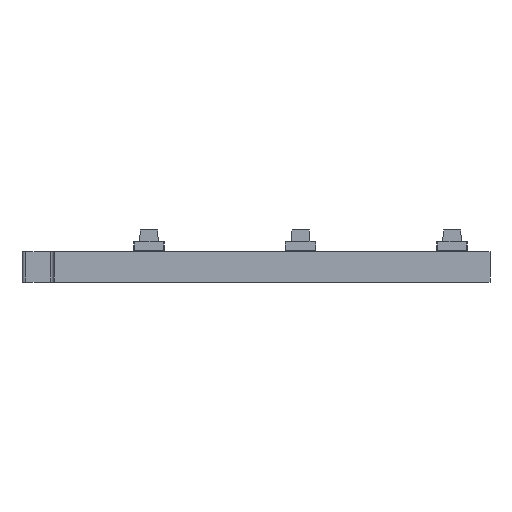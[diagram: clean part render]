
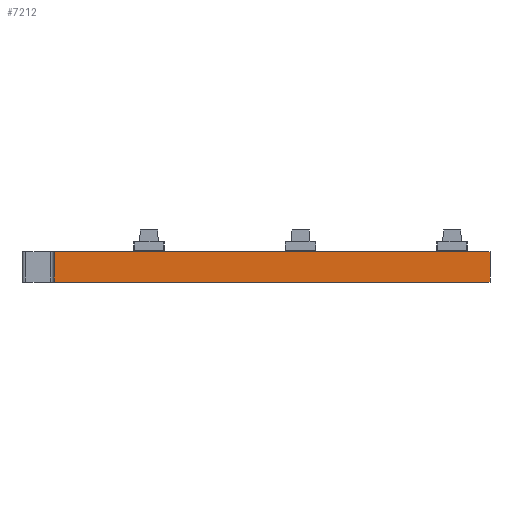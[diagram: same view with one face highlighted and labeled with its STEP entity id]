
A CAD part, front view. The second image highlights one B-rep face of the part: STEP entity #7212.
In plain terms, the highlighted planar face has unit normal (0, -1, 0).
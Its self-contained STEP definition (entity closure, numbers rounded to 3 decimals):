
#4455 = PLANE('',#4456);
#4456 = AXIS2_PLACEMENT_3D('',#4457,#4458,#4459);
#4457 = CARTESIAN_POINT('',(-10.65,12.,1.6));
#4458 = DIRECTION('',(0.,0.,-1.));
#4459 = DIRECTION('',(-1.,0.,-0.));
#4509 = PLANE('',#4510);
#4510 = AXIS2_PLACEMENT_3D('',#4511,#4512,#4513);
#4511 = CARTESIAN_POINT('',(-10.65,12.,0.));
#4512 = DIRECTION('',(0.,0.,-1.));
#4513 = DIRECTION('',(-1.,0.,-0.));
#4542 = PLANE('',#4543);
#4543 = AXIS2_PLACEMENT_3D('',#4544,#4545,#4546);
#4544 = CARTESIAN_POINT('',(12.35,-12.,0.));
#4545 = DIRECTION('',(-1.,0.,0.));
#4546 = DIRECTION('',(0.,1.,0.));
#4689 = VERTEX_POINT('',#4690);
#4690 = CARTESIAN_POINT('',(12.35,-12.,0.));
#4711 = EDGE_CURVE('',#4712,#4689,#4714,.T.);
#4712 = VERTEX_POINT('',#4713);
#4713 = CARTESIAN_POINT('',(-10.65,-12.,0.));
#4714 = SURFACE_CURVE('',#4715,(#4719,#4726),.PCURVE_S1.);
#4715 = LINE('',#4716,#4717);
#4716 = CARTESIAN_POINT('',(-10.65,-12.,0.));
#4717 = VECTOR('',#4718,1.);
#4718 = DIRECTION('',(1.,0.,0.));
#4719 = PCURVE('',#4509,#4720);
#4720 = DEFINITIONAL_REPRESENTATION('',(#4721),#4725);
#4721 = LINE('',#4722,#4723);
#4722 = CARTESIAN_POINT('',(-0.,-24.));
#4723 = VECTOR('',#4724,1.);
#4724 = DIRECTION('',(-1.,0.));
#4725 = ( GEOMETRIC_REPRESENTATION_CONTEXT(2) 
PARAMETRIC_REPRESENTATION_CONTEXT() REPRESENTATION_CONTEXT('2D SPACE',''
  ) );
#4726 = PCURVE('',#4727,#4732);
#4727 = PLANE('',#4728);
#4728 = AXIS2_PLACEMENT_3D('',#4729,#4730,#4731);
#4729 = CARTESIAN_POINT('',(-10.65,-12.,0.));
#4730 = DIRECTION('',(0.,1.,0.));
#4731 = DIRECTION('',(1.,0.,0.));
#4732 = DEFINITIONAL_REPRESENTATION('',(#4733),#4737);
#4733 = LINE('',#4734,#4735);
#4734 = CARTESIAN_POINT('',(0.,0.));
#4735 = VECTOR('',#4736,1.);
#4736 = DIRECTION('',(1.,0.));
#4737 = ( GEOMETRIC_REPRESENTATION_CONTEXT(2) 
PARAMETRIC_REPRESENTATION_CONTEXT() REPRESENTATION_CONTEXT('2D SPACE',''
  ) );
#4755 = PLANE('',#4756);
#4756 = AXIS2_PLACEMENT_3D('',#4757,#4758,#4759);
#4757 = CARTESIAN_POINT('',(-10.65,-9.2,0.));
#4758 = DIRECTION('',(1.,0.,-0.));
#4759 = DIRECTION('',(0.,-1.,0.));
#6032 = VERTEX_POINT('',#6033);
#6033 = CARTESIAN_POINT('',(12.35,-12.,1.6));
#6054 = EDGE_CURVE('',#6055,#6032,#6057,.T.);
#6055 = VERTEX_POINT('',#6056);
#6056 = CARTESIAN_POINT('',(-10.65,-12.,1.6));
#6057 = SURFACE_CURVE('',#6058,(#6062,#6069),.PCURVE_S1.);
#6058 = LINE('',#6059,#6060);
#6059 = CARTESIAN_POINT('',(-10.65,-12.,1.6));
#6060 = VECTOR('',#6061,1.);
#6061 = DIRECTION('',(1.,0.,0.));
#6062 = PCURVE('',#4455,#6063);
#6063 = DEFINITIONAL_REPRESENTATION('',(#6064),#6068);
#6064 = LINE('',#6065,#6066);
#6065 = CARTESIAN_POINT('',(-0.,-24.));
#6066 = VECTOR('',#6067,1.);
#6067 = DIRECTION('',(-1.,0.));
#6068 = ( GEOMETRIC_REPRESENTATION_CONTEXT(2) 
PARAMETRIC_REPRESENTATION_CONTEXT() REPRESENTATION_CONTEXT('2D SPACE',''
  ) );
#6069 = PCURVE('',#4727,#6070);
#6070 = DEFINITIONAL_REPRESENTATION('',(#6071),#6075);
#6071 = LINE('',#6072,#6073);
#6072 = CARTESIAN_POINT('',(0.,-1.6));
#6073 = VECTOR('',#6074,1.);
#6074 = DIRECTION('',(1.,0.));
#6075 = ( GEOMETRIC_REPRESENTATION_CONTEXT(2) 
PARAMETRIC_REPRESENTATION_CONTEXT() REPRESENTATION_CONTEXT('2D SPACE',''
  ) );
#7162 = EDGE_CURVE('',#4689,#6032,#7163,.T.);
#7163 = SURFACE_CURVE('',#7164,(#7168,#7175),.PCURVE_S1.);
#7164 = LINE('',#7165,#7166);
#7165 = CARTESIAN_POINT('',(12.35,-12.,0.));
#7166 = VECTOR('',#7167,1.);
#7167 = DIRECTION('',(0.,0.,1.));
#7168 = PCURVE('',#4542,#7169);
#7169 = DEFINITIONAL_REPRESENTATION('',(#7170),#7174);
#7170 = LINE('',#7171,#7172);
#7171 = CARTESIAN_POINT('',(0.,0.));
#7172 = VECTOR('',#7173,1.);
#7173 = DIRECTION('',(0.,-1.));
#7174 = ( GEOMETRIC_REPRESENTATION_CONTEXT(2) 
PARAMETRIC_REPRESENTATION_CONTEXT() REPRESENTATION_CONTEXT('2D SPACE',''
  ) );
#7175 = PCURVE('',#4727,#7176);
#7176 = DEFINITIONAL_REPRESENTATION('',(#7177),#7181);
#7177 = LINE('',#7178,#7179);
#7178 = CARTESIAN_POINT('',(23.,0.));
#7179 = VECTOR('',#7180,1.);
#7180 = DIRECTION('',(0.,-1.));
#7181 = ( GEOMETRIC_REPRESENTATION_CONTEXT(2) 
PARAMETRIC_REPRESENTATION_CONTEXT() REPRESENTATION_CONTEXT('2D SPACE',''
  ) );
#7212 = ADVANCED_FACE('',(#7213),#4727,.F.);
#7213 = FACE_BOUND('',#7214,.F.);
#7214 = EDGE_LOOP('',(#7215,#7236,#7237,#7238));
#7215 = ORIENTED_EDGE('',*,*,#7216,.T.);
#7216 = EDGE_CURVE('',#4712,#6055,#7217,.T.);
#7217 = SURFACE_CURVE('',#7218,(#7222,#7229),.PCURVE_S1.);
#7218 = LINE('',#7219,#7220);
#7219 = CARTESIAN_POINT('',(-10.65,-12.,0.));
#7220 = VECTOR('',#7221,1.);
#7221 = DIRECTION('',(0.,0.,1.));
#7222 = PCURVE('',#4727,#7223);
#7223 = DEFINITIONAL_REPRESENTATION('',(#7224),#7228);
#7224 = LINE('',#7225,#7226);
#7225 = CARTESIAN_POINT('',(0.,0.));
#7226 = VECTOR('',#7227,1.);
#7227 = DIRECTION('',(0.,-1.));
#7228 = ( GEOMETRIC_REPRESENTATION_CONTEXT(2) 
PARAMETRIC_REPRESENTATION_CONTEXT() REPRESENTATION_CONTEXT('2D SPACE',''
  ) );
#7229 = PCURVE('',#4755,#7230);
#7230 = DEFINITIONAL_REPRESENTATION('',(#7231),#7235);
#7231 = LINE('',#7232,#7233);
#7232 = CARTESIAN_POINT('',(2.8,0.));
#7233 = VECTOR('',#7234,1.);
#7234 = DIRECTION('',(0.,-1.));
#7235 = ( GEOMETRIC_REPRESENTATION_CONTEXT(2) 
PARAMETRIC_REPRESENTATION_CONTEXT() REPRESENTATION_CONTEXT('2D SPACE',''
  ) );
#7236 = ORIENTED_EDGE('',*,*,#6054,.T.);
#7237 = ORIENTED_EDGE('',*,*,#7162,.F.);
#7238 = ORIENTED_EDGE('',*,*,#4711,.F.);
